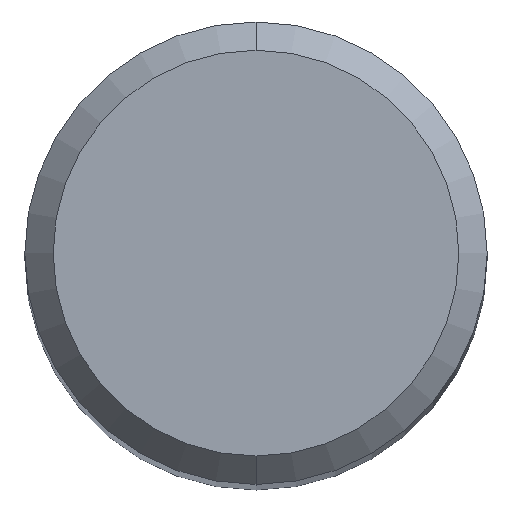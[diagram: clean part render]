
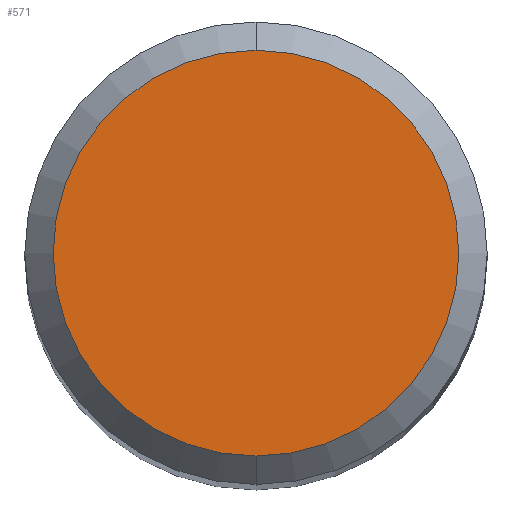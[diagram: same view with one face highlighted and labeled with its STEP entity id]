
A CAD part, top view. The second image highlights one B-rep face of the part: STEP entity #571.
In plain terms, the highlighted planar face has unit normal (0, 0, 1).
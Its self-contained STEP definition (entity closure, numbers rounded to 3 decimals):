
#229=VERTEX_POINT('',#616);
#249=EDGE_CURVE('',#229,#493,#639,.T.);
#367=EDGE_CURVE('',#493,#229,#771,.T.);
#493=VERTEX_POINT('',#911);
#571=ADVANCED_FACE('',(#997),#998,.T.);
#616=CARTESIAN_POINT('',(0.0,2.842,0.0));
#639=CIRCLE('',#1077,2.842);
#771=CIRCLE('',#1369,2.842);
#911=CARTESIAN_POINT('',(0.,-2.842,0.0));
#997=FACE_OUTER_BOUND('',#1753,.T.);
#998=PLANE('',#1754);
#1077=AXIS2_PLACEMENT_3D('',#1805,#1806,#1807);
#1369=AXIS2_PLACEMENT_3D('',#1975,#1976,#1977);
#1753=EDGE_LOOP('',(#2239,#2240));
#1754=AXIS2_PLACEMENT_3D('',#2241,#2242,#2243);
#1805=CARTESIAN_POINT('',(0.0,0.0,0.0));
#1806=DIRECTION('',(0.0,0.0,-1.0));
#1807=DIRECTION('',(0.0,1.0,0.0));
#1975=CARTESIAN_POINT('',(0.0,0.0,0.0));
#1976=DIRECTION('',(0.0,0.0,-1.0));
#1977=DIRECTION('',(0.0,1.0,0.0));
#2239=ORIENTED_EDGE('',*,*,#249,.F.);
#2240=ORIENTED_EDGE('',*,*,#367,.F.);
#2241=CARTESIAN_POINT('',(0.0,1.421,0.0));
#2242=DIRECTION('',(-0.0,0.0,1.0));
#2243=DIRECTION('',(0.0,-1.0,0.0));
